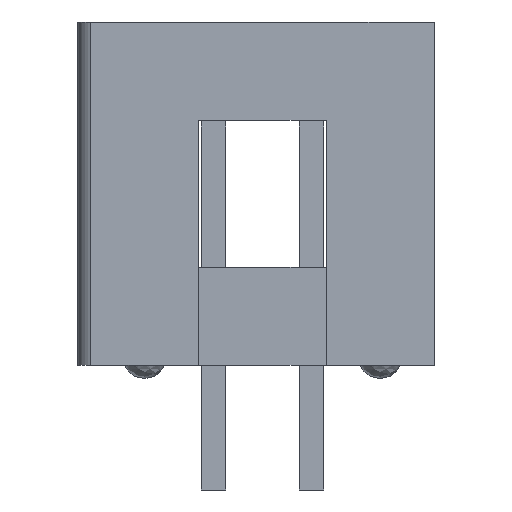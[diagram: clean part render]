
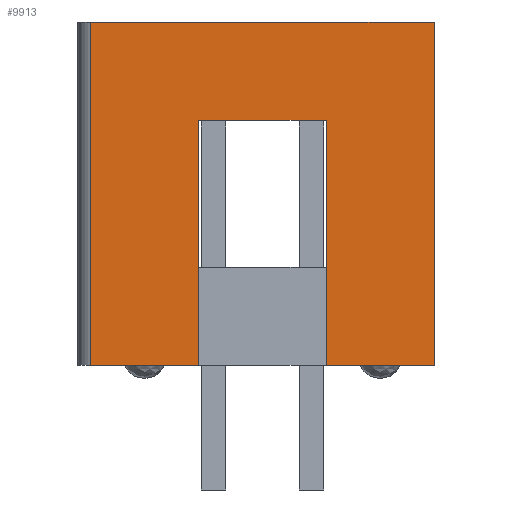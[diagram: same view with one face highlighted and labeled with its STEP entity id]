
A CAD part, left-side view. The second image highlights one B-rep face of the part: STEP entity #9913.
In plain terms, the highlighted planar face has unit normal (-1, 0, 0).
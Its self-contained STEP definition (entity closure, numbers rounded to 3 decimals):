
#106=DIRECTION('',(0.,1.,0.));
#107=VECTOR('',#106,8.89);
#108=CARTESIAN_POINT('',(-20.32,-4.445,0.));
#109=LINE('',#108,#107);
#928=DIRECTION('',(0.,1.,0.));
#929=VECTOR('',#928,2.794);
#930=CARTESIAN_POINT('',(-20.32,1.651,-8.89));
#931=LINE('',#930,#929);
#944=DIRECTION('',(0.,1.,0.));
#945=VECTOR('',#944,2.794);
#946=CARTESIAN_POINT('',(-20.32,-4.445,-8.89));
#947=LINE('',#946,#945);
#3184=DIRECTION('',(0.,0.,1.));
#3185=VECTOR('',#3184,8.89);
#3186=CARTESIAN_POINT('',(-20.32,-4.445,-8.89));
#3187=LINE('',#3186,#3185);
#3234=DIRECTION('',(0.,-1.,0.));
#3235=VECTOR('',#3234,3.302);
#3236=CARTESIAN_POINT('',(-20.32,1.651,-2.54));
#3237=LINE('',#3236,#3235);
#3238=DIRECTION('',(0.,0.,1.));
#3239=VECTOR('',#3238,6.35);
#3240=CARTESIAN_POINT('',(-20.32,1.651,-8.89));
#3241=LINE('',#3240,#3239);
#3242=DIRECTION('',(0.,0.,1.));
#3243=VECTOR('',#3242,8.89);
#3244=CARTESIAN_POINT('',(-20.32,4.445,-8.89));
#3245=LINE('',#3244,#3243);
#3246=DIRECTION('',(0.,0.,1.));
#3247=VECTOR('',#3246,6.35);
#3248=CARTESIAN_POINT('',(-20.32,-1.651,-8.89));
#3249=LINE('',#3248,#3247);
#3593=CARTESIAN_POINT('',(-20.32,-4.445,0.));
#3594=CARTESIAN_POINT('',(-20.32,4.445,0.));
#3595=VERTEX_POINT('',#3593);
#3596=VERTEX_POINT('',#3594);
#3601=CARTESIAN_POINT('',(-20.32,4.445,-8.89));
#3602=VERTEX_POINT('',#3601);
#3603=CARTESIAN_POINT('',(-20.32,-4.445,-8.89));
#3604=VERTEX_POINT('',#3603);
#3849=CARTESIAN_POINT('',(-20.32,1.651,-8.89));
#3851=VERTEX_POINT('',#3849);
#3855=CARTESIAN_POINT('',(-20.32,-1.651,-8.89));
#3856=VERTEX_POINT('',#3855);
#3857=CARTESIAN_POINT('',(-20.32,1.651,-2.54));
#3858=CARTESIAN_POINT('',(-20.32,-1.651,-2.54));
#3859=VERTEX_POINT('',#3857);
#3860=VERTEX_POINT('',#3858);
#9894=CARTESIAN_POINT('',(-20.32,4.445,0.));
#9895=DIRECTION('',(-1.,0.,0.));
#9896=DIRECTION('',(0.,-1.,0.));
#9897=AXIS2_PLACEMENT_3D('',#9894,#9895,#9896);
#9898=PLANE('',#9897);
#9900=ORIENTED_EDGE('',*,*,#9899,.F.);
#9902=ORIENTED_EDGE('',*,*,#9901,.F.);
#9903=ORIENTED_EDGE('',*,*,#5258,.T.);
#9905=ORIENTED_EDGE('',*,*,#9904,.T.);
#9906=ORIENTED_EDGE('',*,*,#4831,.F.);
#9907=ORIENTED_EDGE('',*,*,#9845,.F.);
#9908=ORIENTED_EDGE('',*,*,#5266,.T.);
#9910=ORIENTED_EDGE('',*,*,#9909,.T.);
#9911=EDGE_LOOP('',(#9900,#9902,#9903,#9905,#9906,#9907,#9908,#9910));
#9912=FACE_OUTER_BOUND('',#9911,.F.);
#4831=EDGE_CURVE('',#3595,#3596,#109,.T.);
#5258=EDGE_CURVE('',#3851,#3602,#931,.T.);
#5266=EDGE_CURVE('',#3604,#3856,#947,.T.);
#9845=EDGE_CURVE('',#3604,#3595,#3187,.T.);
#9899=EDGE_CURVE('',#3859,#3860,#3237,.T.);
#9901=EDGE_CURVE('',#3851,#3859,#3241,.T.);
#9904=EDGE_CURVE('',#3602,#3596,#3245,.T.);
#9909=EDGE_CURVE('',#3856,#3860,#3249,.T.);
#9913=ADVANCED_FACE('',(#9912),#9898,.T.);
